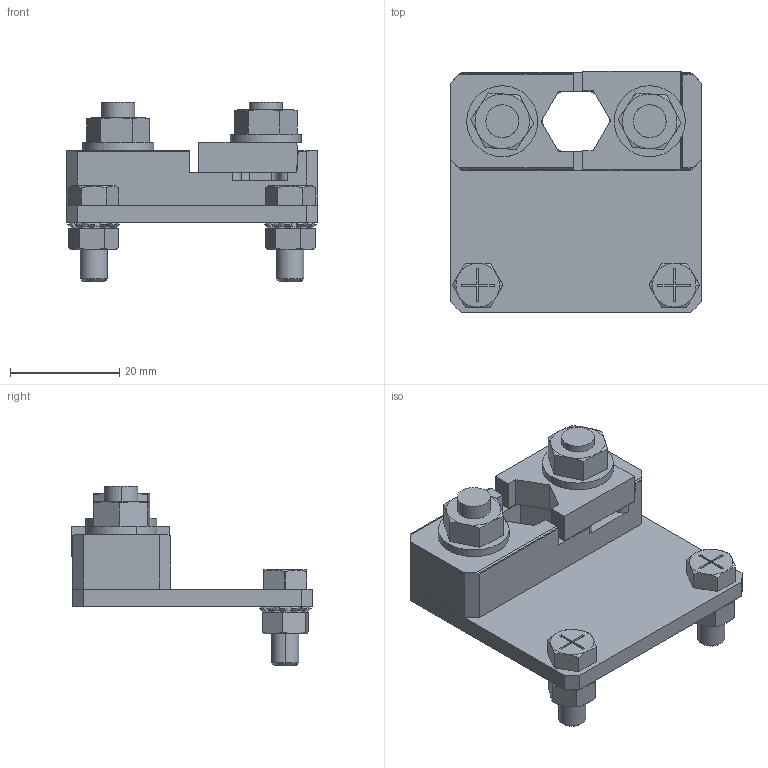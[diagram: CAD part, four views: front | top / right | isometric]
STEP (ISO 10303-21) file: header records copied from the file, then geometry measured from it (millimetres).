
FILE_DESCRIPTION (( 'STEP AP214' ), '1' );
FILE_NAME ('PR-D-30H-FU-N-ST_E.STEP', '2024-03-24T23:27:43', ( '1309' ), ( 'HP Inc.' ), 'SwSTEP 2.0', 'SolidWorks 2023', '' );
FILE_SCHEMA (( 'AUTOMOTIVE_DESIGN' ));
Length unit declared in the file: millimetre
Products named in the file (7): 歯付座金付六角ﾅｯﾄ 1種 M5_FNTLTW-STU-M5; 六角ﾅｯﾄ ﾌﾗﾝｼﾞﾅｯﾄ M6; PR-D-30H-FU-N-ST_E; PR-D-30H-C-ST; PR-D-30H-FU-A-N1; PR-D-30H-FU-B-N1; 十字穴付き六角ｱﾌﾟｾｯﾄﾎﾞﾙﾄ M5×L_十字穴付き六角ｱﾌﾟｾｯﾄﾎﾞﾙﾄ M5×14
Assembly tree (9 placements, depth 2):
  PR-D-30H-FU-N-ST_E
    PR-D-30H-C-ST
    PR-D-30H-FU-A-N1
    PR-D-30H-FU-B-N1
    十字穴付き六角ｱﾌﾟｾｯﾄﾎﾞﾙﾄ M5×L_十字穴付き六角ｱﾌﾟｾｯﾄﾎﾞﾙﾄ M5×14  x2
    六角ﾅｯﾄ ﾌﾗﾝｼﾞﾅｯﾄ M6  x2
    歯付座金付六角ﾅｯﾄ 1種 M5_FNTLTW-STU-M5  x2
Bounding box: 46 x 44.13 x 32.8 mm (x, y, z)
Volume: 15759.5 mm3; surface area: 11919.6 mm2
Topology: 9 solids, 9 shells, 429 faces, 1034 edges, 630 vertices
Faces by surface type: plane 210, cone 156, cylinder 59, torus 4
Entity records: 7923 total; most frequent: CARTESIAN_POINT 1448, DIRECTION 1351, ORIENTED_EDGE 1276, EDGE_CURVE 638, AXIS2_PLACEMENT_3D 478, VERTEX_POINT 395, LINE 395, VECTOR 395
